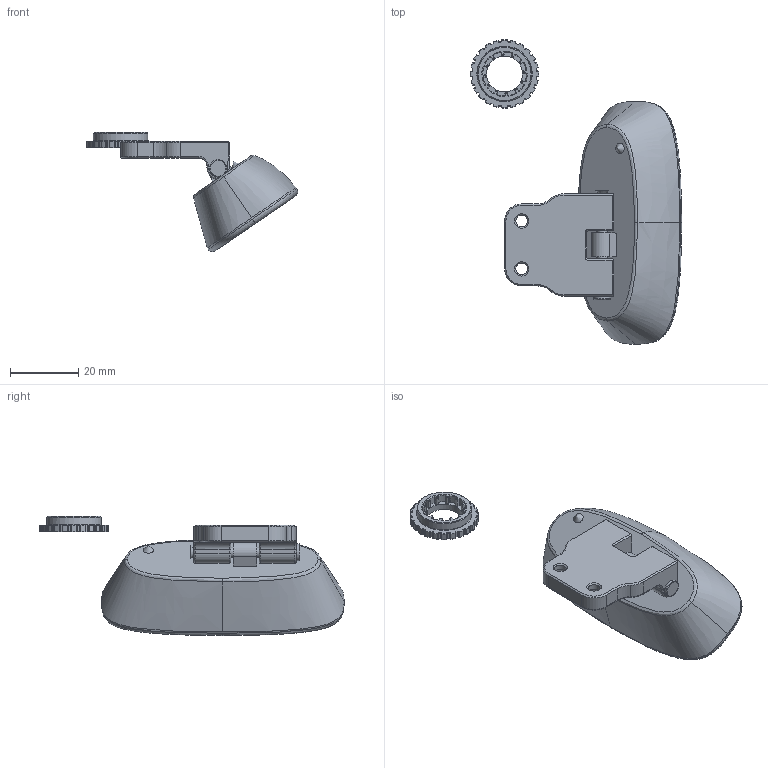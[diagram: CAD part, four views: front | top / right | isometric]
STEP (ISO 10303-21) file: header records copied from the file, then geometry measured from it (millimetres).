
FILE_DESCRIPTION(/* description */ (''),/* implementation_level */ '2;1');
FILE_NAME(/* name */ 'C270_assembly v19.step',/* time_stamp */ '2021-12-06T13:54:32+00:00',/* author */ (''),/* organization */ (''),/* preprocessor_version */ 'ST-DEVELOPER v18.1',/* originating_system */ 'Autodesk Translation Framework v10.10.0.1391',/* authorisation */ '');
FILE_SCHEMA (('AUTOMOTIVE_DESIGN { 1 0 10303 214 3 1 1 }'));
Length unit declared in the file: millimetre
Products named in the file (7): C270_assembly; C270_mount; Logitech c270 Assembly v2; Logitech_C270; Focus_wheel; Pin; 91698A201_Black-Oxide 18-8 Stainless Steel Phillips Flat Head Screws
Assembly tree (6 placements, depth 3):
  C270_assembly
    C270_mount
    Logitech c270 Assembly v2
      Logitech_C270
    Focus_wheel
    Pin
      91698A201_Black-Oxide 18-8 Stainless Steel Phillips Flat Head Screws
Bounding box: 61.78 x 89 x 34.83 mm (x, y, z)
Volume: 31287.5 mm3; surface area: 10372.7 mm2
Topology: 5 solids, 5 shells, 980 faces, 2293 edges, 1350 vertices
Faces by surface type: cylinder 356, plane 212, torus 171, sphere 96, cone 76, bspline 69
Full cylindrical faces by diameter (mm): 0.911 x8, 1 x1, 1.459 x8, 1.5 x2, 2 x9, 3 x4, 3.4 x2, 4 x1, 5 x1, 6.5 x2, 10.5 x1
Entity records: 34127 total; most frequent: CARTESIAN_POINT 11754, DIRECTION 4848, ORIENTED_EDGE 4582, EDGE_CURVE 2291, AXIS2_PLACEMENT_3D 1993, VERTEX_POINT 1350, CIRCLE 1062, EDGE_LOOP 1021
